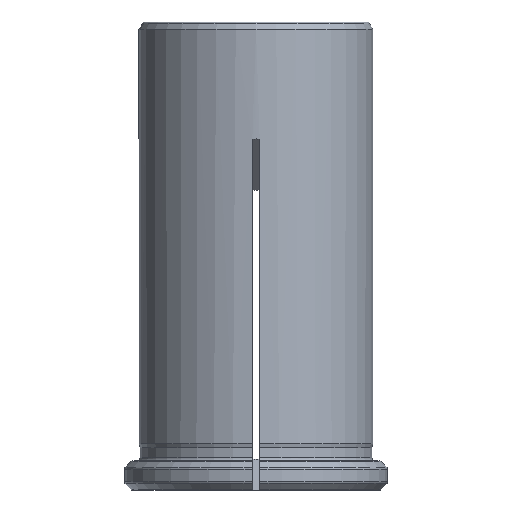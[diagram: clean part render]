
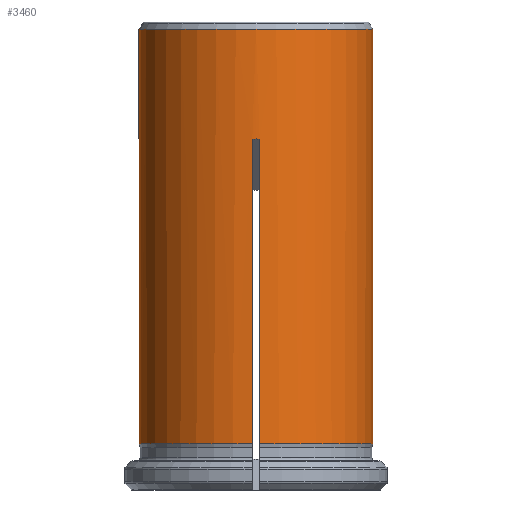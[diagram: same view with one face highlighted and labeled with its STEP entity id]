
A CAD part, front view. The second image highlights one B-rep face of the part: STEP entity #3460.
In plain terms, the highlighted cylindrical face has radius 16 mm (diameter 32 mm), a full revolution.
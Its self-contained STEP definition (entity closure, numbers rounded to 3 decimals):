
#98=ELLIPSE('',#3684,22.627,16.);
#99=ELLIPSE('',#3686,22.627,16.);
#100=ELLIPSE('',#3688,22.627,16.);
#101=ELLIPSE('',#3690,22.627,16.);
#103=CYLINDRICAL_SURFACE('',#3681,16.);
#120=CIRCLE('',#3682,16.);
#121=CIRCLE('',#3683,16.);
#122=CIRCLE('',#3685,16.);
#123=CIRCLE('',#3687,16.);
#124=CIRCLE('',#3689,16.);
#439=ORIENTED_EDGE('',*,*,#1497,.F.);
#440=ORIENTED_EDGE('',*,*,#1498,.F.);
#441=ORIENTED_EDGE('',*,*,#1499,.T.);
#442=ORIENTED_EDGE('',*,*,#1500,.T.);
#443=ORIENTED_EDGE('',*,*,#1501,.F.);
#444=ORIENTED_EDGE('',*,*,#1502,.F.);
#445=ORIENTED_EDGE('',*,*,#1503,.T.);
#446=ORIENTED_EDGE('',*,*,#1504,.T.);
#447=ORIENTED_EDGE('',*,*,#1505,.F.);
#448=ORIENTED_EDGE('',*,*,#1506,.F.);
#449=ORIENTED_EDGE('',*,*,#1507,.T.);
#450=ORIENTED_EDGE('',*,*,#1508,.T.);
#451=ORIENTED_EDGE('',*,*,#1509,.F.);
#452=ORIENTED_EDGE('',*,*,#1510,.F.);
#453=ORIENTED_EDGE('',*,*,#1511,.T.);
#454=ORIENTED_EDGE('',*,*,#1512,.T.);
#455=ORIENTED_EDGE('',*,*,#1513,.F.);
#1497=EDGE_CURVE('',#2026,#2026,#120,.F.);
#1498=EDGE_CURVE('',#2027,#2028,#121,.F.);
#1499=EDGE_CURVE('',#2027,#2029,#2337,.T.);
#1500=EDGE_CURVE('',#2029,#2030,#98,.F.);
#1501=EDGE_CURVE('',#2031,#2030,#2338,.T.);
#1502=EDGE_CURVE('',#2032,#2031,#122,.F.);
#1503=EDGE_CURVE('',#2032,#2033,#2339,.T.);
#1504=EDGE_CURVE('',#2033,#2034,#99,.F.);
#1505=EDGE_CURVE('',#2035,#2034,#2340,.T.);
#1506=EDGE_CURVE('',#2036,#2035,#123,.F.);
#1507=EDGE_CURVE('',#2036,#2037,#2341,.T.);
#1508=EDGE_CURVE('',#2037,#2038,#100,.F.);
#1509=EDGE_CURVE('',#2039,#2038,#2342,.T.);
#1510=EDGE_CURVE('',#2040,#2039,#124,.F.);
#1511=EDGE_CURVE('',#2040,#2041,#2343,.T.);
#1512=EDGE_CURVE('',#2041,#2042,#101,.F.);
#1513=EDGE_CURVE('',#2028,#2042,#2344,.T.);
#2026=VERTEX_POINT('',#5332);
#2027=VERTEX_POINT('',#5334);
#2028=VERTEX_POINT('',#5335);
#2029=VERTEX_POINT('',#5337);
#2030=VERTEX_POINT('',#5339);
#2031=VERTEX_POINT('',#5341);
#2032=VERTEX_POINT('',#5343);
#2033=VERTEX_POINT('',#5345);
#2034=VERTEX_POINT('',#5347);
#2035=VERTEX_POINT('',#5349);
#2036=VERTEX_POINT('',#5351);
#2037=VERTEX_POINT('',#5353);
#2038=VERTEX_POINT('',#5355);
#2039=VERTEX_POINT('',#5357);
#2040=VERTEX_POINT('',#5359);
#2041=VERTEX_POINT('',#5361);
#2042=VERTEX_POINT('',#5363);
#2337=LINE('',#5336,#2668);
#2338=LINE('',#5340,#2669);
#2339=LINE('',#5344,#2670);
#2340=LINE('',#5348,#2671);
#2341=LINE('',#5352,#2672);
#2342=LINE('',#5356,#2673);
#2343=LINE('',#5360,#2674);
#2344=LINE('',#5364,#2675);
#2668=VECTOR('',#4032,1000.);
#2669=VECTOR('',#4035,1000.);
#2670=VECTOR('',#4038,1000.);
#2671=VECTOR('',#4041,1000.);
#2672=VECTOR('',#4044,1000.);
#2673=VECTOR('',#4047,1000.);
#2674=VECTOR('',#4050,1000.);
#2675=VECTOR('',#4053,1000.);
#2923=EDGE_LOOP('',(#439));
#2924=EDGE_LOOP('',(#440,#441,#442,#443,#444,#445,#446,#447,#448,#449,#450,
#451,#452,#453,#454,#455));
#3144=FACE_BOUND('',#2923,.T.);
#3145=FACE_BOUND('',#2924,.T.);
#3460=ADVANCED_FACE('',(#3144,#3145),#103,.T.);
#3681=AXIS2_PLACEMENT_3D('',#5330,#4026,#4027);
#3682=AXIS2_PLACEMENT_3D('',#5331,#4028,#4029);
#3683=AXIS2_PLACEMENT_3D('',#5333,#4030,#4031);
#3684=AXIS2_PLACEMENT_3D('',#5338,#4033,#4034);
#3685=AXIS2_PLACEMENT_3D('',#5342,#4036,#4037);
#3686=AXIS2_PLACEMENT_3D('',#5346,#4039,#4040);
#3687=AXIS2_PLACEMENT_3D('',#5350,#4042,#4043);
#3688=AXIS2_PLACEMENT_3D('',#5354,#4045,#4046);
#3689=AXIS2_PLACEMENT_3D('',#5358,#4048,#4049);
#3690=AXIS2_PLACEMENT_3D('',#5362,#4051,#4052);
#4026=DIRECTION('',(0.,0.,1.));
#4027=DIRECTION('',(1.,0.,0.));
#4028=DIRECTION('',(0.,0.,-1.));
#4029=DIRECTION('',(-1.,0.,0.));
#4030=DIRECTION('',(0.,0.,1.));
#4031=DIRECTION('',(1.,0.,0.));
#4032=DIRECTION('',(0.,0.,1.));
#4033=DIRECTION('',(0.,-0.707,-0.707));
#4034=DIRECTION('',(0.,-0.707,0.707));
#4035=DIRECTION('',(0.,0.,1.));
#4036=DIRECTION('',(0.,0.,1.));
#4037=DIRECTION('',(1.,0.,0.));
#4038=DIRECTION('',(0.,0.,1.));
#4039=DIRECTION('',(0.707,0.,-0.707));
#4040=DIRECTION('',(0.707,0.,0.707));
#4041=DIRECTION('',(0.,0.,1.));
#4042=DIRECTION('',(0.,0.,1.));
#4043=DIRECTION('',(1.,0.,0.));
#4044=DIRECTION('',(0.,0.,1.));
#4045=DIRECTION('',(0.,0.707,-0.707));
#4046=DIRECTION('',(0.,0.707,0.707));
#4047=DIRECTION('',(0.,0.,1.));
#4048=DIRECTION('',(0.,0.,1.));
#4049=DIRECTION('',(1.,0.,0.));
#4050=DIRECTION('',(0.,0.,1.));
#4051=DIRECTION('',(-0.707,0.,-0.707));
#4052=DIRECTION('',(-0.707,0.,0.707));
#4053=DIRECTION('',(0.,0.,1.));
#5330=CARTESIAN_POINT('',(0.,0.,60.));
#5331=CARTESIAN_POINT('',(0.,0.,58.986));
#5332=CARTESIAN_POINT('',(-16.,0.,58.986));
#5333=CARTESIAN_POINT('',(0.,0.,2.313));
#5334=CARTESIAN_POINT('',(-0.5,-15.992,2.313));
#5335=CARTESIAN_POINT('',(-15.992,-0.5,2.313));
#5336=CARTESIAN_POINT('',(-0.5,-15.992,60.));
#5337=CARTESIAN_POINT('',(-0.5,-15.992,43.992));
#5338=CARTESIAN_POINT('',(0.,0.,28.));
#5339=CARTESIAN_POINT('',(0.5,-15.992,43.992));
#5340=CARTESIAN_POINT('',(0.5,-15.992,60.));
#5341=CARTESIAN_POINT('',(0.5,-15.992,2.313));
#5342=CARTESIAN_POINT('',(0.,0.,2.313));
#5343=CARTESIAN_POINT('',(15.992,-0.5,2.313));
#5344=CARTESIAN_POINT('',(15.992,-0.5,60.));
#5345=CARTESIAN_POINT('',(15.992,-0.5,43.992));
#5346=CARTESIAN_POINT('',(0.,0.,28.));
#5347=CARTESIAN_POINT('',(15.992,0.5,43.992));
#5348=CARTESIAN_POINT('',(15.992,0.5,60.));
#5349=CARTESIAN_POINT('',(15.992,0.5,2.313));
#5350=CARTESIAN_POINT('',(0.,0.,2.313));
#5351=CARTESIAN_POINT('',(0.5,15.992,2.313));
#5352=CARTESIAN_POINT('',(0.5,15.992,60.));
#5353=CARTESIAN_POINT('',(0.5,15.992,43.992));
#5354=CARTESIAN_POINT('',(0.,0.,28.));
#5355=CARTESIAN_POINT('',(-0.5,15.992,43.992));
#5356=CARTESIAN_POINT('',(-0.5,15.992,60.));
#5357=CARTESIAN_POINT('',(-0.5,15.992,2.313));
#5358=CARTESIAN_POINT('',(0.,0.,2.313));
#5359=CARTESIAN_POINT('',(-15.992,0.5,2.313));
#5360=CARTESIAN_POINT('',(-15.992,0.5,60.));
#5361=CARTESIAN_POINT('',(-15.992,0.5,43.992));
#5362=CARTESIAN_POINT('',(0.,0.,28.));
#5363=CARTESIAN_POINT('',(-15.992,-0.5,43.992));
#5364=CARTESIAN_POINT('',(-15.992,-0.5,60.));
